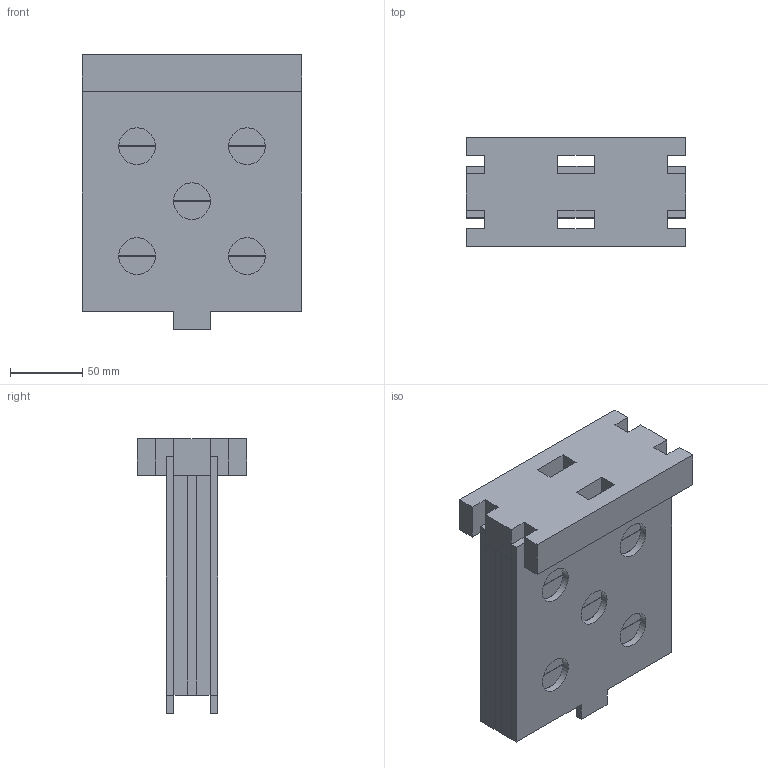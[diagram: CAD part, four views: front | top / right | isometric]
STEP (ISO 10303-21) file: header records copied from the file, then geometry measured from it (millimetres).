
FILE_DESCRIPTION(/* description */ (''),/* implementation_level */ '2;1');
FILE_NAME(/* name */ 'Toaster with middle air layer and bread.stp',/* time_stamp */ '2024-10-30T00:44:13-04:00',/* author */ ('jjk'),/* organization */ (''),/* preprocessor_version */ 'ST-DEVELOPER v20',/* originating_system */ 'Autodesk Inventor 2025',/* authorisation */ '');
FILE_SCHEMA (('AUTOMOTIVE_DESIGN { 1 0 10303 214 3 1 1 }'));
Length unit declared in the file: inch
Products named in the file (7): Toaster with middle air layer; Base; Heating plate with 11 heating wires; Heating Plate; flat 32 gauge nichrome wire; air layer; bread
Assembly tree (18 placements, depth 3):
  Toaster with middle air layer
    Base
    Heating plate with 11 heating wires  x2
      Heating Plate
      flat 32 gauge nichrome wire
    air layer  x2
    bread
Bounding box: 152.4 x 76.2 x 190.5 mm (x, y, z)
Volume: 1062892 mm3; surface area: 293946.5 mm2
Topology: 28 solids, 28 shells, 226 faces, 510 edges, 340 vertices
Faces by surface type: plane 216, cylinder 10
Full cylindrical faces by diameter (mm): 25.4 x10
Entity records: 2500 total; most frequent: CARTESIAN_POINT 401, DIRECTION 385, ORIENTED_EDGE 366, EDGE_CURVE 183, LINE 173, VECTOR 173, VERTEX_POINT 122, AXIS2_PLACEMENT_3D 106
